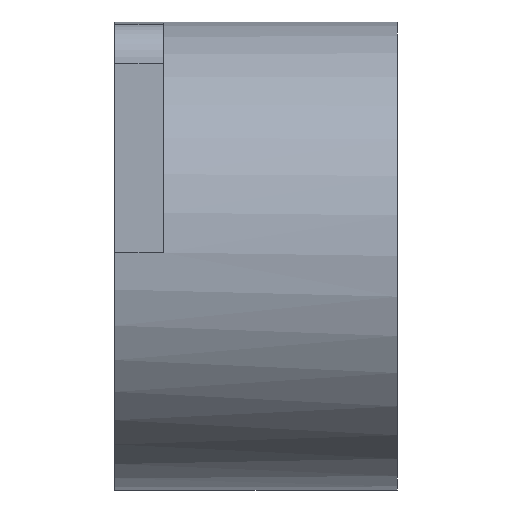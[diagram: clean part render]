
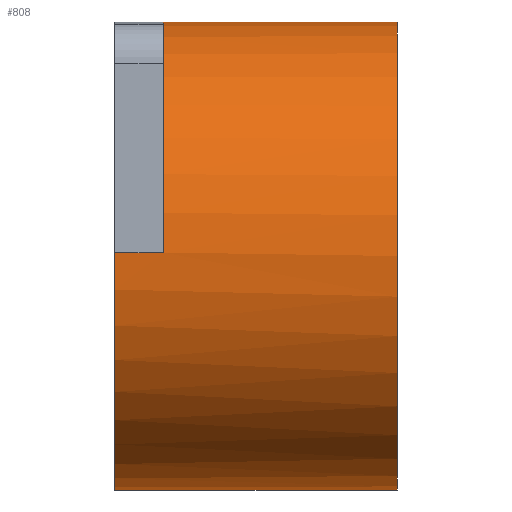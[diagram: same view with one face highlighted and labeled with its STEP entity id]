
A CAD part, front view. The second image highlights one B-rep face of the part: STEP entity #808.
In plain terms, the highlighted cylindrical face has radius 12.5 mm (diameter 25 mm), a full revolution.
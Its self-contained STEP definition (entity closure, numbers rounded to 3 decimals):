
#78=FACE_OUTER_BOUND('',#125,.T.);
#125=EDGE_LOOP('',(#693,#694,#695,#696,#697,#698,#699,#700,#701,#702,#703,
#704));
#175=LINE('',#1397,#227);
#180=LINE('',#1408,#232);
#181=LINE('',#1411,#233);
#186=LINE('',#1422,#238);
#189=LINE('',#1435,#241);
#227=VECTOR('',#1145,10.);
#232=VECTOR('',#1156,10.);
#233=VECTOR('',#1159,10.);
#238=VECTOR('',#1170,10.);
#241=VECTOR('',#1185,12.5);
#296=CIRCLE('',#906,12.5);
#299=CIRCLE('',#910,12.5);
#306=CIRCLE('',#926,12.5);
#307=CIRCLE('',#927,12.5);
#308=CIRCLE('',#928,12.5);
#309=CIRCLE('',#929,12.5);
#368=VERTEX_POINT('',#1374);
#370=VERTEX_POINT('',#1377);
#373=VERTEX_POINT('',#1385);
#375=VERTEX_POINT('',#1388);
#378=VERTEX_POINT('',#1396);
#381=VERTEX_POINT('',#1406);
#382=VERTEX_POINT('',#1410);
#385=VERTEX_POINT('',#1420);
#388=VERTEX_POINT('',#1432);
#389=VERTEX_POINT('',#1434);
#477=EDGE_CURVE('',#370,#368,#296,.T.);
#482=EDGE_CURVE('',#375,#373,#299,.T.);
#486=EDGE_CURVE('',#378,#370,#175,.T.);
#492=EDGE_CURVE('',#381,#368,#180,.T.);
#493=EDGE_CURVE('',#382,#375,#181,.T.);
#499=EDGE_CURVE('',#385,#373,#186,.T.);
#504=EDGE_CURVE('',#388,#388,#306,.T.);
#505=EDGE_CURVE('',#388,#389,#189,.T.);
#506=EDGE_CURVE('',#378,#389,#307,.T.);
#507=EDGE_CURVE('',#382,#381,#308,.T.);
#508=EDGE_CURVE('',#389,#385,#309,.T.);
#693=ORIENTED_EDGE('',*,*,#504,.T.);
#694=ORIENTED_EDGE('',*,*,#505,.T.);
#695=ORIENTED_EDGE('',*,*,#506,.F.);
#696=ORIENTED_EDGE('',*,*,#486,.T.);
#697=ORIENTED_EDGE('',*,*,#477,.T.);
#698=ORIENTED_EDGE('',*,*,#492,.F.);
#699=ORIENTED_EDGE('',*,*,#507,.F.);
#700=ORIENTED_EDGE('',*,*,#493,.T.);
#701=ORIENTED_EDGE('',*,*,#482,.T.);
#702=ORIENTED_EDGE('',*,*,#499,.F.);
#703=ORIENTED_EDGE('',*,*,#508,.F.);
#704=ORIENTED_EDGE('',*,*,#505,.F.);
#773=CYLINDRICAL_SURFACE('',#925,12.5);
#808=ADVANCED_FACE('',(#78),#773,.T.);
#906=AXIS2_PLACEMENT_3D('',#1378,#1126,#1127);
#910=AXIS2_PLACEMENT_3D('',#1389,#1136,#1137);
#925=AXIS2_PLACEMENT_3D('',#1431,#1181,#1182);
#926=AXIS2_PLACEMENT_3D('',#1433,#1183,#1184);
#927=AXIS2_PLACEMENT_3D('',#1436,#1186,#1187);
#928=AXIS2_PLACEMENT_3D('',#1437,#1188,#1189);
#929=AXIS2_PLACEMENT_3D('',#1438,#1190,#1191);
#1126=DIRECTION('center_axis',(1.,0.,0.));
#1127=DIRECTION('ref_axis',(0.,0.,1.));
#1136=DIRECTION('center_axis',(1.,0.,0.));
#1137=DIRECTION('ref_axis',(0.,0.,1.));
#1145=DIRECTION('',(1.,0.,0.));
#1156=DIRECTION('',(1.,0.,0.));
#1159=DIRECTION('',(1.,0.,0.));
#1170=DIRECTION('',(1.,0.,0.));
#1181=DIRECTION('center_axis',(1.,0.,0.));
#1182=DIRECTION('ref_axis',(0.,0.,1.));
#1183=DIRECTION('center_axis',(-1.,0.,0.));
#1184=DIRECTION('ref_axis',(0.,0.,1.));
#1185=DIRECTION('',(-1.,0.,0.));
#1186=DIRECTION('center_axis',(-1.,0.,0.));
#1187=DIRECTION('ref_axis',(0.,0.,1.));
#1188=DIRECTION('center_axis',(-1.,0.,0.));
#1189=DIRECTION('ref_axis',(0.,0.,1.));
#1190=DIRECTION('center_axis',(-1.,0.,0.));
#1191=DIRECTION('ref_axis',(0.,0.,1.));
#1374=CARTESIAN_POINT('',(30.388,12.499,-0.184));
#1377=CARTESIAN_POINT('',(30.388,0.184,-12.499));
#1378=CARTESIAN_POINT('Origin',(30.388,0.,
0.));
#1385=CARTESIAN_POINT('',(30.388,-12.499,0.184));
#1388=CARTESIAN_POINT('',(30.388,-0.184,12.499));
#1389=CARTESIAN_POINT('Origin',(30.388,0.,
0.));
#1396=CARTESIAN_POINT('',(27.788,0.184,-12.499));
#1397=CARTESIAN_POINT('',(36.273,0.184,-12.499));
#1406=CARTESIAN_POINT('',(27.788,12.499,-0.184));
#1408=CARTESIAN_POINT('',(36.273,12.499,-0.184));
#1410=CARTESIAN_POINT('',(27.788,-0.184,12.499));
#1411=CARTESIAN_POINT('',(36.273,-0.184,12.499));
#1420=CARTESIAN_POINT('',(27.788,-12.499,0.184));
#1422=CARTESIAN_POINT('',(36.273,-12.499,0.184));
#1431=CARTESIAN_POINT('Origin',(36.273,0.,
0.));
#1432=CARTESIAN_POINT('',(42.888,0.,-12.5));
#1433=CARTESIAN_POINT('Origin',(42.888,0.,
0.));
#1434=CARTESIAN_POINT('',(27.788,0.,-12.5));
#1435=CARTESIAN_POINT('',(36.273,0.,-12.5));
#1436=CARTESIAN_POINT('Origin',(27.788,0.,
0.));
#1437=CARTESIAN_POINT('Origin',(27.788,0.,
0.));
#1438=CARTESIAN_POINT('Origin',(27.788,0.,
0.));
